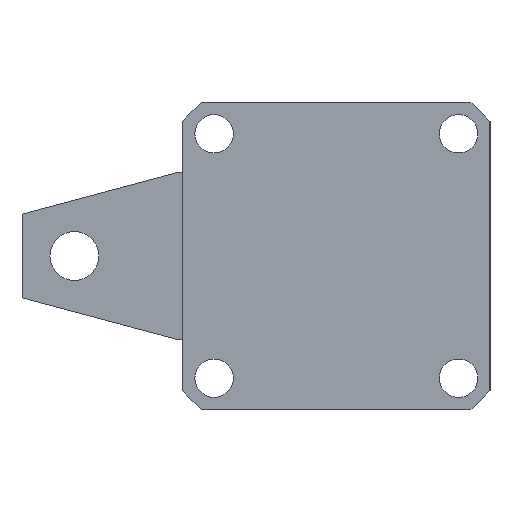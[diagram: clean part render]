
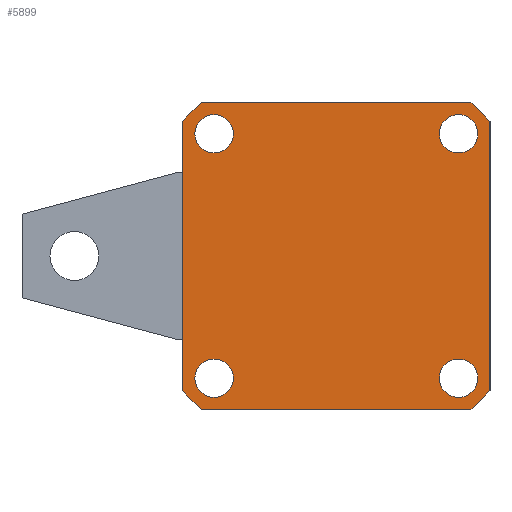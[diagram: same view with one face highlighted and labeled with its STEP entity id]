
A CAD part, front view. The second image highlights one B-rep face of the part: STEP entity #5899.
In plain terms, the highlighted planar face has unit normal (0, -1, 0).
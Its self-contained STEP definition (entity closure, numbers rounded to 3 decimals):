
#124 = AXIS2_PLACEMENT_3D ( 'NONE', #3366, #3365, #3372 ) ;
#411 = CARTESIAN_POINT ( 'NONE',  ( -44., 0., 44. ) ) ;
#418 = DIRECTION ( 'NONE',  ( 1., 0., 0. ) ) ;
#600 = CARTESIAN_POINT ( 'NONE',  ( -38.552, 0., -44. ) ) ;
#604 = CARTESIAN_POINT ( 'NONE',  ( 38.552, 0., -44. ) ) ;
#640 = CARTESIAN_POINT ( 'NONE',  ( -35., 0., 29.5 ) ) ;
#653 = CARTESIAN_POINT ( 'NONE',  ( 35., 0., 40.5 ) ) ;
#695 = CARTESIAN_POINT ( 'NONE',  ( -38.552, 0., 44. ) ) ;
#697 = CARTESIAN_POINT ( 'NONE',  ( 44., 0., -38.552 ) ) ;
#714 = CARTESIAN_POINT ( 'NONE',  ( 44., 0., 38.552 ) ) ;
#750 = CARTESIAN_POINT ( 'NONE',  ( -35., 0., 35. ) ) ;
#751 = DIRECTION ( 'NONE',  ( 0., -1., 0. ) ) ;
#752 = DIRECTION ( 'NONE',  ( 0., 0., -1. ) ) ;
#761 = CARTESIAN_POINT ( 'NONE',  ( 35., 0., 35. ) ) ;
#762 = DIRECTION ( 'NONE',  ( 0., -1., 0. ) ) ;
#763 = DIRECTION ( 'NONE',  ( 0., 0., -1. ) ) ;
#771 = CARTESIAN_POINT ( 'NONE',  ( 35., 0., -35. ) ) ;
#772 = DIRECTION ( 'NONE',  ( 0., -1., 0. ) ) ;
#773 = DIRECTION ( 'NONE',  ( 0., 0., -1. ) ) ;
#781 = CARTESIAN_POINT ( 'NONE',  ( -35., 0., -35. ) ) ;
#782 = DIRECTION ( 'NONE',  ( 0., -1., 0. ) ) ;
#783 = DIRECTION ( 'NONE',  ( 0., 0., -1. ) ) ;
#1233 = ORIENTED_EDGE ( 'NONE', *, *, #2720, .T. ) ;
#1238 = ORIENTED_EDGE ( 'NONE', *, *, #2708, .F. ) ;
#1242 = ORIENTED_EDGE ( 'NONE', *, *, #2719, .F. ) ;
#1265 = ORIENTED_EDGE ( 'NONE', *, *, #2717, .F. ) ;
#1268 = ORIENTED_EDGE ( 'NONE', *, *, #2643, .F. ) ;
#1286 = EDGE_LOOP ( 'NONE', ( #1268, #1242 ) ) ;
#1299 = EDGE_LOOP ( 'NONE', ( #1467, #1233, #1238, #1610, #1961, #1520, #1325, #1381 ) ) ;
#1307 = ORIENTED_EDGE ( 'NONE', *, *, #2639, .F. ) ;
#1308 = ORIENTED_EDGE ( 'NONE', *, *, #2631, .F. ) ;
#1309 = ORIENTED_EDGE ( 'NONE', *, *, #2635, .F. ) ;
#1320 = ORIENTED_EDGE ( 'NONE', *, *, #2716, .F. ) ;
#1325 = ORIENTED_EDGE ( 'NONE', *, *, #2714, .F. ) ;
#1375 = ORIENTED_EDGE ( 'NONE', *, *, #2718, .F. ) ;
#1381 = ORIENTED_EDGE ( 'NONE', *, *, #2723, .T. ) ;
#1455 = VERTEX_POINT ( 'NONE', #4021 ) ;
#1467 = ORIENTED_EDGE ( 'NONE', *, *, #2711, .F. ) ;
#1520 = ORIENTED_EDGE ( 'NONE', *, *, #2722, .T. ) ;
#1610 = ORIENTED_EDGE ( 'NONE', *, *, #2721, .T. ) ;
#1678 = EDGE_LOOP ( 'NONE', ( #1309, #1265 ) ) ;
#1745 = VERTEX_POINT ( 'NONE', #4022 ) ;
#1852 = VERTEX_POINT ( 'NONE', #4035 ) ;
#1884 = EDGE_LOOP ( 'NONE', ( #1307, #1375 ) ) ;
#1896 = VERTEX_POINT ( 'NONE', #4045 ) ;
#1907 = EDGE_LOOP ( 'NONE', ( #1308, #1320 ) ) ;
#1961 = ORIENTED_EDGE ( 'NONE', *, *, #2659, .F. ) ;
#2631 = EDGE_CURVE ( 'NONE', #1896, #5567, #5450, .T. ) ;
#2635 = EDGE_CURVE ( 'NONE', #5579, #5698, #5448, .T. ) ;
#2639 = EDGE_CURVE ( 'NONE', #1455, #5760, #5442, .T. ) ;
#2643 = EDGE_CURVE ( 'NONE', #5827, #5699, #5436, .T. ) ;
#2659 = EDGE_CURVE ( 'NONE', #5640, #1745, #5417, .T. ) ;
#2708 = EDGE_CURVE ( 'NONE', #5691, #5651, #5360, .T. ) ;
#2711 = EDGE_CURVE ( 'NONE', #5497, #5491, #5354, .T. ) ;
#2714 = EDGE_CURVE ( 'NONE', #1852, #5799, #5348, .T. ) ;
#2716 = EDGE_CURVE ( 'NONE', #5567, #1896, #5344, .T. ) ;
#2717 = EDGE_CURVE ( 'NONE', #5698, #5579, #5342, .T. ) ;
#2718 = EDGE_CURVE ( 'NONE', #5760, #1455, #5341, .T. ) ;
#2719 = EDGE_CURVE ( 'NONE', #5699, #5827, #5340, .T. ) ;
#2720 = EDGE_CURVE ( 'NONE', #5497, #5651, #5339, .T. ) ;
#2721 = EDGE_CURVE ( 'NONE', #5691, #1745, #5346, .T. ) ;
#2722 = EDGE_CURVE ( 'NONE', #5640, #5799, #5337, .T. ) ;
#2723 = EDGE_CURVE ( 'NONE', #1852, #5491, #5336, .T. ) ;
#2799 = CARTESIAN_POINT ( 'NONE',  ( 35., 0., 29.5 ) ) ;
#2800 = CARTESIAN_POINT ( 'NONE',  ( -35., 0., -40.5 ) ) ;
#2822 = CARTESIAN_POINT ( 'NONE',  ( 35., 0., -40.5 ) ) ;
#2845 = CARTESIAN_POINT ( 'NONE',  ( -44., 0., 38.552 ) ) ;
#2861 = CARTESIAN_POINT ( 'NONE',  ( -35., 0., -29.5 ) ) ;
#3365 = DIRECTION ( 'NONE',  ( 0., -1., 0. ) ) ;
#3366 = CARTESIAN_POINT ( 'NONE',  ( 0., 0., 0. ) ) ;
#3369 = PLANE ( 'NONE',  #124 ) ;
#3372 = DIRECTION ( 'NONE',  ( 0., 0., -1. ) ) ;
#3762 = CARTESIAN_POINT ( 'NONE',  ( 44., 0., 44. ) ) ;
#3764 = DIRECTION ( 'NONE',  ( 0., 0., -1. ) ) ;
#3768 = CARTESIAN_POINT ( 'NONE',  ( -44., 0., -44. ) ) ;
#3770 = DIRECTION ( 'NONE',  ( -1., 0., 0. ) ) ;
#3773 = CARTESIAN_POINT ( 'NONE',  ( -44., 0., 44. ) ) ;
#3774 = DIRECTION ( 'NONE',  ( 0., 0., 1. ) ) ;
#3776 = CARTESIAN_POINT ( 'NONE',  ( -35., 0., 35. ) ) ;
#3777 = DIRECTION ( 'NONE',  ( 0., -1., 0. ) ) ;
#3778 = DIRECTION ( 'NONE',  ( 0., 0., -1. ) ) ;
#3779 = CARTESIAN_POINT ( 'NONE',  ( 35., 0., 35. ) ) ;
#3780 = DIRECTION ( 'NONE',  ( 0., -1., 0. ) ) ;
#3781 = DIRECTION ( 'NONE',  ( 0., 0., -1. ) ) ;
#3782 = CARTESIAN_POINT ( 'NONE',  ( 35., 0., -35. ) ) ;
#3783 = DIRECTION ( 'NONE',  ( 0., -1., 0. ) ) ;
#3784 = DIRECTION ( 'NONE',  ( 0., 0., -1. ) ) ;
#3785 = CARTESIAN_POINT ( 'NONE',  ( -35., 0., -35. ) ) ;
#3786 = DIRECTION ( 'NONE',  ( 0., -1., 0. ) ) ;
#3787 = DIRECTION ( 'NONE',  ( 0., 0., -1. ) ) ;
#3788 = CARTESIAN_POINT ( 'NONE',  ( 0., 0., 0. ) ) ;
#3789 = DIRECTION ( 'NONE',  ( 0., -1., 0. ) ) ;
#3790 = DIRECTION ( 'NONE',  ( 0., 0., -1. ) ) ;
#3791 = CARTESIAN_POINT ( 'NONE',  ( 0., 0., 0. ) ) ;
#3792 = DIRECTION ( 'NONE',  ( 0., -1., 0. ) ) ;
#3793 = DIRECTION ( 'NONE',  ( 0., 0., -1. ) ) ;
#3794 = CARTESIAN_POINT ( 'NONE',  ( 0., 0., 0. ) ) ;
#3795 = DIRECTION ( 'NONE',  ( 0., -1., 0. ) ) ;
#3796 = DIRECTION ( 'NONE',  ( 0., 0., -1. ) ) ;
#3797 = CARTESIAN_POINT ( 'NONE',  ( 0., 0., 0. ) ) ;
#3798 = DIRECTION ( 'NONE',  ( 0., -1., 0. ) ) ;
#3799 = DIRECTION ( 'NONE',  ( 0., 0., -1. ) ) ;
#4021 = CARTESIAN_POINT ( 'NONE',  ( 35., 0., -29.5 ) ) ;
#4022 = CARTESIAN_POINT ( 'NONE',  ( 38.552, 0., 44. ) ) ;
#4035 = CARTESIAN_POINT ( 'NONE',  ( -44., 0., -38.552 ) ) ;
#4045 = CARTESIAN_POINT ( 'NONE',  ( -35., 0., 40.5 ) ) ;
#4135 = AXIS2_PLACEMENT_3D ( 'NONE', #750, #751, #752 ) ;
#4137 = AXIS2_PLACEMENT_3D ( 'NONE', #761, #762, #763 ) ;
#4139 = AXIS2_PLACEMENT_3D ( 'NONE', #771, #772, #773 ) ;
#4141 = AXIS2_PLACEMENT_3D ( 'NONE', #781, #782, #783 ) ;
#4163 = AXIS2_PLACEMENT_3D ( 'NONE', #3776, #3777, #3778 ) ;
#4164 = AXIS2_PLACEMENT_3D ( 'NONE', #3779, #3780, #3781 ) ;
#4165 = AXIS2_PLACEMENT_3D ( 'NONE', #3782, #3783, #3784 ) ;
#4166 = AXIS2_PLACEMENT_3D ( 'NONE', #3785, #3786, #3787 ) ;
#4167 = AXIS2_PLACEMENT_3D ( 'NONE', #3788, #3789, #3790 ) ;
#4168 = AXIS2_PLACEMENT_3D ( 'NONE', #3791, #3792, #3793 ) ;
#4169 = AXIS2_PLACEMENT_3D ( 'NONE', #3794, #3795, #3796 ) ;
#4170 = AXIS2_PLACEMENT_3D ( 'NONE', #3797, #3798, #3799 ) ;
#4454 = FACE_BOUND ( 'NONE', #1907, .T. ) ;
#4465 = FACE_BOUND ( 'NONE', #1286, .T. ) ;
#4466 = FACE_BOUND ( 'NONE', #1678, .T. ) ;
#4470 = FACE_OUTER_BOUND ( 'NONE', #1299, .T. ) ;
#4472 = FACE_BOUND ( 'NONE', #1884, .T. ) ;
#5336 = CIRCLE ( 'NONE', #4170, 58.5 ) ;
#5337 = CIRCLE ( 'NONE', #4169, 58.5 ) ;
#5339 = CIRCLE ( 'NONE', #4167, 58.5 ) ;
#5340 = CIRCLE ( 'NONE', #4166, 5.5 ) ;
#5341 = CIRCLE ( 'NONE', #4165, 5.5 ) ;
#5342 = CIRCLE ( 'NONE', #4164, 5.5 ) ;
#5344 = CIRCLE ( 'NONE', #4163, 5.5 ) ;
#5345 = VECTOR ( 'NONE', #3774, 1000. ) ;
#5346 = CIRCLE ( 'NONE', #4168, 58.5 ) ;
#5348 = LINE ( 'NONE', #3773, #5345 ) ;
#5351 = VECTOR ( 'NONE', #3770, 1000. ) ;
#5354 = LINE ( 'NONE', #3768, #5351 ) ;
#5357 = VECTOR ( 'NONE', #3764, 1000. ) ;
#5360 = LINE ( 'NONE', #3762, #5357 ) ;
#5408 = VECTOR ( 'NONE', #418, 1000. ) ;
#5417 = LINE ( 'NONE', #411, #5408 ) ;
#5436 = CIRCLE ( 'NONE', #4141, 5.5 ) ;
#5442 = CIRCLE ( 'NONE', #4139, 5.5 ) ;
#5448 = CIRCLE ( 'NONE', #4137, 5.5 ) ;
#5450 = CIRCLE ( 'NONE', #4135, 5.5 ) ;
#5491 = VERTEX_POINT ( 'NONE', #600 ) ;
#5497 = VERTEX_POINT ( 'NONE', #604 ) ;
#5567 = VERTEX_POINT ( 'NONE', #640 ) ;
#5579 = VERTEX_POINT ( 'NONE', #653 ) ;
#5640 = VERTEX_POINT ( 'NONE', #695 ) ;
#5651 = VERTEX_POINT ( 'NONE', #697 ) ;
#5691 = VERTEX_POINT ( 'NONE', #714 ) ;
#5698 = VERTEX_POINT ( 'NONE', #2799 ) ;
#5699 = VERTEX_POINT ( 'NONE', #2800 ) ;
#5760 = VERTEX_POINT ( 'NONE', #2822 ) ;
#5799 = VERTEX_POINT ( 'NONE', #2845 ) ;
#5827 = VERTEX_POINT ( 'NONE', #2861 ) ;
#5899 = ADVANCED_FACE ( 'NONE', ( #4454, #4466, #4472, #4465, #4470 ), #3369, .T. ) ;
